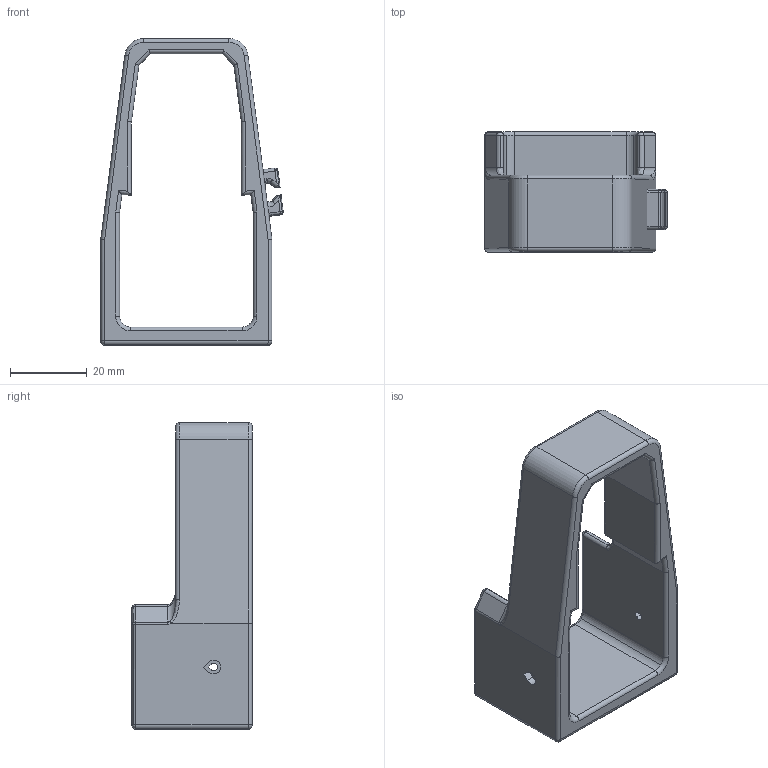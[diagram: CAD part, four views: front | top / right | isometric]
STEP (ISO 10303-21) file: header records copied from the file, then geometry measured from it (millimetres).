
FILE_DESCRIPTION (( 'STEP AP214' ), '1' );
FILE_NAME ('Base_motor_holder_SO101.STEP', '2026-02-21T18:26:18', ( '' ), ( '' ), 'SwSTEP 2.0', 'SolidWorks 2024', '' );
FILE_SCHEMA (( 'AUTOMOTIVE_DESIGN' ));
Length unit declared in the file: millimetre
Products named in the file (1): Base_motor_holder_SO101
Bounding box: 47.65 x 31.4 x 80.2 mm (x, y, z)
Volume: 23717.5 mm3; surface area: 13305.4 mm2
Topology: 1 solids, 1 shells, 210 faces, 516 edges, 305 vertices
Faces by surface type: cylinder 108, plane 62, sphere 14, bspline 14, torus 12
Entity records: 6786 total; most frequent: CARTESIAN_POINT 2033, ORIENTED_EDGE 1020, DIRECTION 964, EDGE_CURVE 510, AXIS2_PLACEMENT_3D 351, VERTEX_POINT 305, VECTOR 262, LINE 262
